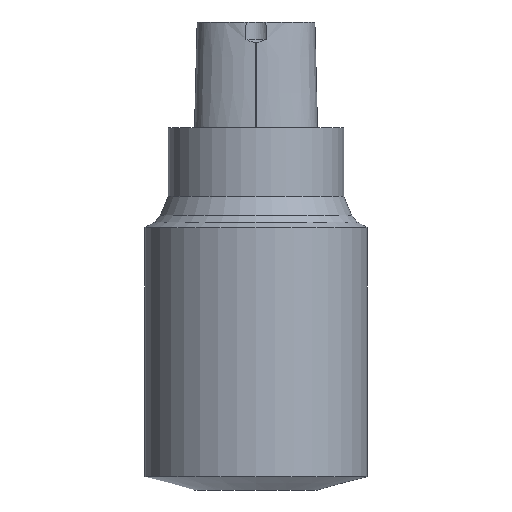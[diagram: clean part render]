
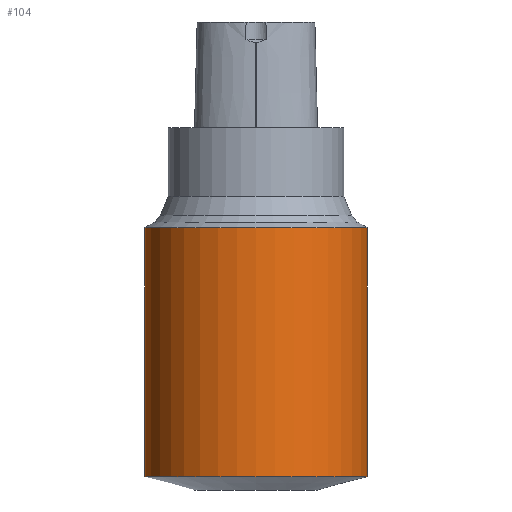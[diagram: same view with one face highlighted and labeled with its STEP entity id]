
A CAD part, front view. The second image highlights one B-rep face of the part: STEP entity #104.
In plain terms, the highlighted cylindrical face has radius 40 mm (diameter 80 mm), a full revolution.
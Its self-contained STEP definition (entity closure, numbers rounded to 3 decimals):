
#77=EDGE_CURVE('Unnamed[1]',#192,#192,#193,.T.);
#104=ADVANCED_FACE('Unnamed[1]',(#230,#231),#232,.T.);
#119=EDGE_CURVE('Unnamed[1]',#251,#251,#252,.T.);
#192=VERTEX_POINT('',#361);
#193=CIRCLE('',#362,40.0);
#230=FACE_BOUND('',#478,.T.);
#231=FACE_BOUND('',#479,.T.);
#232=CYLINDRICAL_SURFACE('',#480,40.0);
#251=VERTEX_POINT('',#556);
#252=CIRCLE('',#557,40.0);
#361=CARTESIAN_POINT('',(0.,40.0,-35.887));
#362=AXIS2_PLACEMENT_3D('',#717,#718,#719);
#478=EDGE_LOOP('',(#765));
#479=EDGE_LOOP('',(#766));
#480=AXIS2_PLACEMENT_3D('',#767,#768,#769);
#556=CARTESIAN_POINT('',(0.,40.0,-125.177));
#557=AXIS2_PLACEMENT_3D('',#779,#780,#781);
#717=CARTESIAN_POINT('',(0.,0.,-35.887));
#718=DIRECTION('',(0.,0.,-1.0));
#719=DIRECTION('',(0.,1.0,0.));
#765=ORIENTED_EDGE('',*,*,#119,.F.);
#766=ORIENTED_EDGE('',*,*,#77,.T.);
#767=CARTESIAN_POINT('',(0.,0.,-80.532));
#768=DIRECTION('',(0.,0.,1.0));
#769=DIRECTION('',(0.,1.0,0.));
#779=CARTESIAN_POINT('',(0.,0.,-125.177));
#780=DIRECTION('',(0.,0.,-1.0));
#781=DIRECTION('',(0.,1.0,0.));
